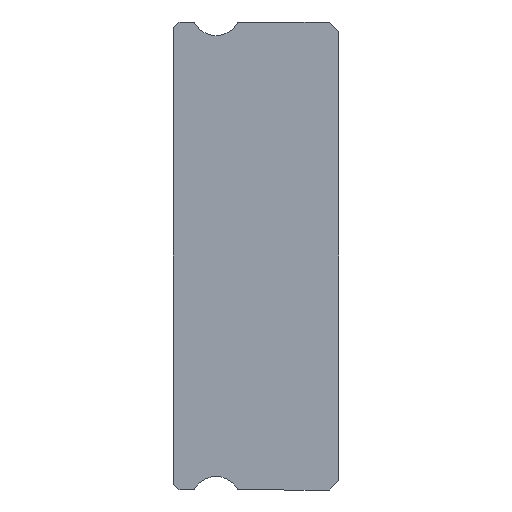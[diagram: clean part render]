
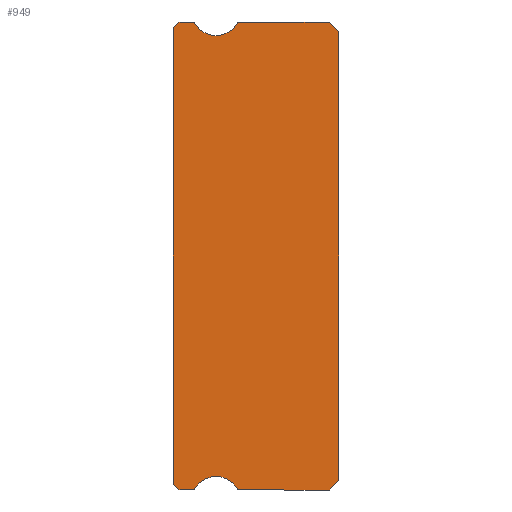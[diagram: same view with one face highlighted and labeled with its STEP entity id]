
A CAD part, left-side view. The second image highlights one B-rep face of the part: STEP entity #949.
In plain terms, the highlighted planar face has unit normal (-1, 0, 0).
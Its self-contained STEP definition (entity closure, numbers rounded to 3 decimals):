
#56 = LINE ( 'NONE', #693, #2442 ) ;
#94 = AXIS2_PLACEMENT_3D ( 'NONE', #992, #1621, #248 ) ;
#139 = CIRCLE ( 'NONE', #1380, 0.15 ) ;
#154 = CARTESIAN_POINT ( 'NONE',  ( -15., 7.512, 11.85 ) ) ;
#168 = DIRECTION ( 'NONE',  ( 1., 0., 0. ) ) ;
#206 = CARTESIAN_POINT ( 'NONE',  ( -15., 5.217, 11.925 ) ) ;
#248 = DIRECTION ( 'NONE',  ( 0., 0., -1. ) ) ;
#321 = VERTEX_POINT ( 'NONE', #1464 ) ;
#371 = EDGE_CURVE ( 'NONE', #2885, #717, #1133, .T. ) ;
#408 = AXIS2_PLACEMENT_3D ( 'NONE', #2948, #3589, #3569 ) ;
#431 = ORIENTED_EDGE ( 'NONE', *, *, #4268, .F. ) ;
#483 = LINE ( 'NONE', #1890, #2163 ) ;
#527 = VERTEX_POINT ( 'NONE', #1250 ) ;
#593 = CARTESIAN_POINT ( 'NONE',  ( -15., 8.5, 11.85 ) ) ;
#609 = CARTESIAN_POINT ( 'NONE',  ( -15., 7.512, -12. ) ) ;
#622 = AXIS2_PLACEMENT_3D ( 'NONE', #650, #623, #4526 ) ;
#623 = DIRECTION ( 'NONE',  ( 1., 0., 0. ) ) ;
#635 = CARTESIAN_POINT ( 'NONE',  ( -15., 0.5, -12. ) ) ;
#650 = CARTESIAN_POINT ( 'NONE',  ( -15., 7.512, -11.85 ) ) ;
#693 = CARTESIAN_POINT ( 'NONE',  ( -15., 0., -11.5 ) ) ;
#713 = CARTESIAN_POINT ( 'NONE',  ( -15., 5.088, -11.85 ) ) ;
#717 = VERTEX_POINT ( 'NONE', #3324 ) ;
#719 = EDGE_CURVE ( 'NONE', #1094, #1213, #1513, .T. ) ;
#837 = ORIENTED_EDGE ( 'NONE', *, *, #2206, .T. ) ;
#862 = ORIENTED_EDGE ( 'NONE', *, *, #2125, .T. ) ;
#901 = VERTEX_POINT ( 'NONE', #3270 ) ;
#905 = EDGE_CURVE ( 'NONE', #901, #1094, #2764, .T. ) ;
#921 = VERTEX_POINT ( 'NONE', #4035 ) ;
#933 = VECTOR ( 'NONE', #4394, 1000. ) ;
#938 = AXIS2_PLACEMENT_3D ( 'NONE', #1885, #168, #1950 ) ;
#949 = ADVANCED_FACE ( 'NONE', ( #3962 ), #1594, .F. ) ;
#975 = CARTESIAN_POINT ( 'NONE',  ( -15., 5.088, -12. ) ) ;
#992 = CARTESIAN_POINT ( 'NONE',  ( -15., 6.3, -12.55 ) ) ;
#1009 = CARTESIAN_POINT ( 'NONE',  ( -15., 7.512, -12. ) ) ;
#1033 = CARTESIAN_POINT ( 'NONE',  ( -15., 5.088, 12. ) ) ;
#1094 = VERTEX_POINT ( 'NONE', #1323 ) ;
#1119 = ORIENTED_EDGE ( 'NONE', *, *, #719, .F. ) ;
#1133 = LINE ( 'NONE', #3329, #1437 ) ;
#1157 = LINE ( 'NONE', #3330, #4236 ) ;
#1176 = DIRECTION ( 'NONE',  ( 0., -1., 0. ) ) ;
#1184 = CARTESIAN_POINT ( 'NONE',  ( -15., 8.2, 12. ) ) ;
#1189 = CARTESIAN_POINT ( 'NONE',  ( -15., 0.5, 12. ) ) ;
#1213 = VERTEX_POINT ( 'NONE', #206 ) ;
#1230 = DIRECTION ( 'NONE',  ( 1., 0., 0. ) ) ;
#1240 = ORIENTED_EDGE ( 'NONE', *, *, #1386, .F. ) ;
#1250 = CARTESIAN_POINT ( 'NONE',  ( -15., 0., -11.5 ) ) ;
#1322 = DIRECTION ( 'NONE',  ( 0., 1., 0. ) ) ;
#1323 = CARTESIAN_POINT ( 'NONE',  ( -15., 6.3, 11.3 ) ) ;
#1340 = VERTEX_POINT ( 'NONE', #4048 ) ;
#1360 = VERTEX_POINT ( 'NONE', #635 ) ;
#1380 = AXIS2_PLACEMENT_3D ( 'NONE', #713, #2121, #3472 ) ;
#1386 = EDGE_CURVE ( 'NONE', #1360, #1411, #1649, .T. ) ;
#1411 = VERTEX_POINT ( 'NONE', #975 ) ;
#1423 = ORIENTED_EDGE ( 'NONE', *, *, #905, .F. ) ;
#1437 = VECTOR ( 'NONE', #2544, 1000. ) ;
#1464 = CARTESIAN_POINT ( 'NONE',  ( -15., 7.512, -12. ) ) ;
#1513 = CIRCLE ( 'NONE', #408, 1.25 ) ;
#1543 = DIRECTION ( 'NONE',  ( 0., 0., -1. ) ) ;
#1594 = PLANE ( 'NONE',  #4140 ) ;
#1605 = ORIENTED_EDGE ( 'NONE', *, *, #2437, .F. ) ;
#1621 = DIRECTION ( 'NONE',  ( -1., 0., 0. ) ) ;
#1649 = LINE ( 'NONE', #609, #3188 ) ;
#1650 = VERTEX_POINT ( 'NONE', #2566 ) ;
#1706 = VECTOR ( 'NONE', #2102, 1000. ) ;
#1710 = CARTESIAN_POINT ( 'NONE',  ( -15., 7.512, 11.85 ) ) ;
#1739 = CARTESIAN_POINT ( 'NONE',  ( -15., 8.5, -11.7 ) ) ;
#1843 = DIRECTION ( 'NONE',  ( 0., 0., -1. ) ) ;
#1885 = CARTESIAN_POINT ( 'NONE',  ( -15., 5.088, 11.85 ) ) ;
#1890 = CARTESIAN_POINT ( 'NONE',  ( -15., 8.2, -12. ) ) ;
#1914 = CARTESIAN_POINT ( 'NONE',  ( -15., 8.5, 11.7 ) ) ;
#1916 = CARTESIAN_POINT ( 'NONE',  ( -15., 6.3, 12.55 ) ) ;
#1930 = LINE ( 'NONE', #3331, #933 ) ;
#1948 = ORIENTED_EDGE ( 'NONE', *, *, #3879, .F. ) ;
#1950 = DIRECTION ( 'NONE',  ( 0., 0., -1. ) ) ;
#1986 = DIRECTION ( 'NONE',  ( 0., -1., 0. ) ) ;
#2003 = DIRECTION ( 'NONE',  ( 0., 0., 1. ) ) ;
#2026 = AXIS2_PLACEMENT_3D ( 'NONE', #1916, #3297, #1543 ) ;
#2077 = CIRCLE ( 'NONE', #94, 1.25 ) ;
#2099 = CARTESIAN_POINT ( 'NONE',  ( -15., 7.383, -11.925 ) ) ;
#2102 = DIRECTION ( 'NONE',  ( 0., 0., 1. ) ) ;
#2121 = DIRECTION ( 'NONE',  ( 1., 0., 0. ) ) ;
#2125 = EDGE_CURVE ( 'NONE', #2823, #1650, #483, .T. ) ;
#2163 = VECTOR ( 'NONE', #3296, 1000. ) ;
#2206 = EDGE_CURVE ( 'NONE', #1650, #321, #2435, .T. ) ;
#2222 = ORIENTED_EDGE ( 'NONE', *, *, #2282, .F. ) ;
#2282 = EDGE_CURVE ( 'NONE', #3223, #321, #3911, .T. ) ;
#2435 = LINE ( 'NONE', #1009, #3045 ) ;
#2437 = EDGE_CURVE ( 'NONE', #2823, #4313, #3738, .T. ) ;
#2442 = VECTOR ( 'NONE', #3159, 1000. ) ;
#2479 = CIRCLE ( 'NONE', #938, 0.15 ) ;
#2533 = ORIENTED_EDGE ( 'NONE', *, *, #371, .F. ) ;
#2544 = DIRECTION ( 'NONE',  ( 0., -0.707, -0.707 ) ) ;
#2566 = CARTESIAN_POINT ( 'NONE',  ( -15., 8.2, -12. ) ) ;
#2587 = ORIENTED_EDGE ( 'NONE', *, *, #3827, .T. ) ;
#2599 = DIRECTION ( 'NONE',  ( 0., 1., 0. ) ) ;
#2704 = CIRCLE ( 'NONE', #3788, 0.15 ) ;
#2764 = CIRCLE ( 'NONE', #2026, 1.25 ) ;
#2795 = ORIENTED_EDGE ( 'NONE', *, *, #3655, .F. ) ;
#2823 = VERTEX_POINT ( 'NONE', #1739 ) ;
#2885 = VERTEX_POINT ( 'NONE', #1189 ) ;
#2948 = CARTESIAN_POINT ( 'NONE',  ( -15., 6.3, 12.55 ) ) ;
#2970 = VECTOR ( 'NONE', #2003, 1000. ) ;
#3045 = VECTOR ( 'NONE', #1986, 1000. ) ;
#3081 = CARTESIAN_POINT ( 'NONE',  ( -15., 7.512, 12. ) ) ;
#3113 = DIRECTION ( 'NONE',  ( 0., 0., -1. ) ) ;
#3159 = DIRECTION ( 'NONE',  ( 0., 0.707, -0.707 ) ) ;
#3177 = CARTESIAN_POINT ( 'NONE',  ( -15., 0., 11.5 ) ) ;
#3188 = VECTOR ( 'NONE', #1322, 1000. ) ;
#3223 = VERTEX_POINT ( 'NONE', #2099 ) ;
#3248 = EDGE_LOOP ( 'NONE', ( #1605, #862, #837, #2222, #4309, #2795, #1240, #431, #4282, #2533, #3403, #1948, #1119, #1423, #3671, #4184, #2587 ) ) ;
#3270 = CARTESIAN_POINT ( 'NONE',  ( -15., 7.383, 11.925 ) ) ;
#3296 = DIRECTION ( 'NONE',  ( 0., -0.707, -0.707 ) ) ;
#3297 = DIRECTION ( 'NONE',  ( -1., 0., 0. ) ) ;
#3323 = VECTOR ( 'NONE', #2599, 1000. ) ;
#3324 = CARTESIAN_POINT ( 'NONE',  ( -15., 0., 11.5 ) ) ;
#3329 = CARTESIAN_POINT ( 'NONE',  ( -15., 0.5, 12. ) ) ;
#3330 = CARTESIAN_POINT ( 'NONE',  ( -15., 7.512, 12. ) ) ;
#3331 = CARTESIAN_POINT ( 'NONE',  ( -15., 8.5, 11.7 ) ) ;
#3403 = ORIENTED_EDGE ( 'NONE', *, *, #3925, .F. ) ;
#3472 = DIRECTION ( 'NONE',  ( 0., 0., -1. ) ) ;
#3527 = LINE ( 'NONE', #3177, #1706 ) ;
#3569 = DIRECTION ( 'NONE',  ( 0., 0., -1. ) ) ;
#3589 = DIRECTION ( 'NONE',  ( -1., 0., 0. ) ) ;
#3655 = EDGE_CURVE ( 'NONE', #1411, #1340, #139, .T. ) ;
#3671 = ORIENTED_EDGE ( 'NONE', *, *, #3854, .F. ) ;
#3738 = LINE ( 'NONE', #593, #2970 ) ;
#3788 = AXIS2_PLACEMENT_3D ( 'NONE', #1710, #1230, #3113 ) ;
#3827 = EDGE_CURVE ( 'NONE', #921, #4313, #1930, .T. ) ;
#3854 = EDGE_CURVE ( 'NONE', #4428, #901, #2704, .T. ) ;
#3879 = EDGE_CURVE ( 'NONE', #1213, #4251, #2479, .T. ) ;
#3911 = CIRCLE ( 'NONE', #622, 0.15 ) ;
#3925 = EDGE_CURVE ( 'NONE', #4251, #2885, #1157, .T. ) ;
#3962 = FACE_OUTER_BOUND ( 'NONE', #3248, .T. ) ;
#4015 = DIRECTION ( 'NONE',  ( 1., 0., 0. ) ) ;
#4035 = CARTESIAN_POINT ( 'NONE',  ( -15., 8.2, 12. ) ) ;
#4048 = CARTESIAN_POINT ( 'NONE',  ( -15., 5.217, -11.925 ) ) ;
#4106 = EDGE_CURVE ( 'NONE', #1340, #3223, #2077, .T. ) ;
#4140 = AXIS2_PLACEMENT_3D ( 'NONE', #154, #4015, #1843 ) ;
#4184 = ORIENTED_EDGE ( 'NONE', *, *, #4360, .T. ) ;
#4215 = EDGE_CURVE ( 'NONE', #527, #717, #3527, .T. ) ;
#4236 = VECTOR ( 'NONE', #1176, 1000. ) ;
#4251 = VERTEX_POINT ( 'NONE', #1033 ) ;
#4268 = EDGE_CURVE ( 'NONE', #527, #1360, #56, .T. ) ;
#4282 = ORIENTED_EDGE ( 'NONE', *, *, #4215, .T. ) ;
#4309 = ORIENTED_EDGE ( 'NONE', *, *, #4106, .F. ) ;
#4313 = VERTEX_POINT ( 'NONE', #1914 ) ;
#4328 = LINE ( 'NONE', #1184, #3323 ) ;
#4360 = EDGE_CURVE ( 'NONE', #4428, #921, #4328, .T. ) ;
#4394 = DIRECTION ( 'NONE',  ( 0., 0.707, -0.707 ) ) ;
#4428 = VERTEX_POINT ( 'NONE', #3081 ) ;
#4526 = DIRECTION ( 'NONE',  ( 0., 0., -1. ) ) ;
